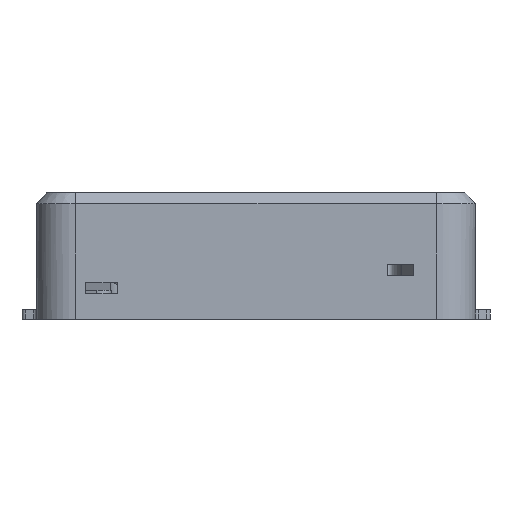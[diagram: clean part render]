
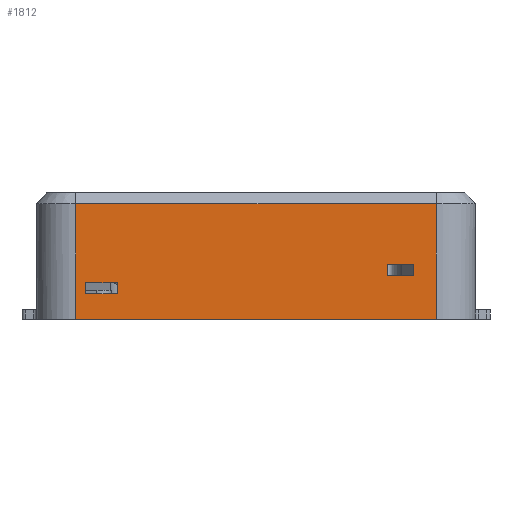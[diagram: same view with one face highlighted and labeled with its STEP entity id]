
A CAD part, front view. The second image highlights one B-rep face of the part: STEP entity #1812.
In plain terms, the highlighted planar face has unit normal (0, -1, 0).
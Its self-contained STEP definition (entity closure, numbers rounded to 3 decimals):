
#37 = CARTESIAN_POINT ( 'NONE',  ( -46.221, -45., 29.655 ) ) ;
#58 = FACE_BOUND ( 'NONE', #2307, .T. ) ;
#92 = DIRECTION ( 'NONE',  ( 1., 0., 0. ) ) ;
#117 = DIRECTION ( 'NONE',  ( -1., 0., 0. ) ) ;
#389 = CARTESIAN_POINT ( 'NONE',  ( 46.221, -45., 29.655 ) ) ;
#390 = CARTESIAN_POINT ( 'NONE',  ( -46.221, -45., 0. ) ) ;
#427 = CARTESIAN_POINT ( 'NONE',  ( 40.416, -45., 32.5 ) ) ;
#661 = LINE ( 'NONE', #5012, #8590 ) ;
#763 = DIRECTION ( 'NONE',  ( 0., 0., 1. ) ) ;
#921 = EDGE_CURVE ( 'NONE', #10421, #10253, #11596, .T. ) ;
#932 = CARTESIAN_POINT ( 'NONE',  ( 0., -45., 6.523 ) ) ;
#1011 = DIRECTION ( 'NONE',  ( 0., 0., 1. ) ) ;
#1083 = CARTESIAN_POINT ( 'NONE',  ( -46.221, -45., 29.655 ) ) ;
#1129 = ORIENTED_EDGE ( 'NONE', *, *, #10434, .T. ) ;
#1304 = EDGE_CURVE ( 'NONE', #1665, #7001, #6574, .T. ) ;
#1324 = LINE ( 'NONE', #427, #4252 ) ;
#1511 = VERTEX_POINT ( 'NONE', #7500 ) ;
#1665 = VERTEX_POINT ( 'NONE', #8870 ) ;
#1812 = ADVANCED_FACE ( 'NONE', ( #6372, #58, #1846 ), #1901, .F. ) ;
#1846 = FACE_OUTER_BOUND ( 'NONE', #4657, .T. ) ;
#1866 = VECTOR ( 'NONE', #3680, 1000. ) ;
#1901 = PLANE ( 'NONE',  #2405 ) ;
#2099 = VERTEX_POINT ( 'NONE', #7897 ) ;
#2162 = LINE ( 'NONE', #932, #11559 ) ;
#2212 = DIRECTION ( 'NONE',  ( 0., 0., -1. ) ) ;
#2279 = VECTOR ( 'NONE', #9461, 1000. ) ;
#2307 = EDGE_LOOP ( 'NONE', ( #3006, #7237, #8580, #10000 ) ) ;
#2405 = AXIS2_PLACEMENT_3D ( 'NONE', #5482, #4468, #117 ) ;
#2427 = CARTESIAN_POINT ( 'NONE',  ( 40.416, -45., 14.079 ) ) ;
#2674 = VERTEX_POINT ( 'NONE', #10251 ) ;
#2858 = VECTOR ( 'NONE', #11278, 1000. ) ;
#2980 = DIRECTION ( 'NONE',  ( 0., 0., -1. ) ) ;
#3006 = ORIENTED_EDGE ( 'NONE', *, *, #9290, .T. ) ;
#3418 = ORIENTED_EDGE ( 'NONE', *, *, #6032, .T. ) ;
#3437 = VECTOR ( 'NONE', #6557, 1000. ) ;
#3680 = DIRECTION ( 'NONE',  ( -1., 0., 0. ) ) ;
#3758 = LINE ( 'NONE', #3879, #7441 ) ;
#3879 = CARTESIAN_POINT ( 'NONE',  ( -43.633, -45., 32.5 ) ) ;
#3949 = CARTESIAN_POINT ( 'NONE',  ( 0., -45., 11.198 ) ) ;
#4190 = VECTOR ( 'NONE', #763, 1000. ) ;
#4252 = VECTOR ( 'NONE', #2212, 1000. ) ;
#4468 = DIRECTION ( 'NONE',  ( 0., 1., 0. ) ) ;
#4563 = DIRECTION ( 'NONE',  ( -1., 0., 0. ) ) ;
#4657 = EDGE_LOOP ( 'NONE', ( #9624, #3418, #5455, #5880 ) ) ;
#4805 = EDGE_CURVE ( 'NONE', #7001, #5035, #2162, .T. ) ;
#4927 = LINE ( 'NONE', #7655, #2858 ) ;
#4974 = ORIENTED_EDGE ( 'NONE', *, *, #7406, .T. ) ;
#5012 = CARTESIAN_POINT ( 'NONE',  ( 0., -45., 9.4 ) ) ;
#5035 = VERTEX_POINT ( 'NONE', #8151 ) ;
#5184 = LINE ( 'NONE', #7907, #2279 ) ;
#5283 = LINE ( 'NONE', #6296, #4190 ) ;
#5326 = EDGE_CURVE ( 'NONE', #10253, #9237, #5184, .T. ) ;
#5455 = ORIENTED_EDGE ( 'NONE', *, *, #921, .T. ) ;
#5482 = CARTESIAN_POINT ( 'NONE',  ( 0., -45., 32.5 ) ) ;
#5746 = VERTEX_POINT ( 'NONE', #2427 ) ;
#5760 = LINE ( 'NONE', #37, #1866 ) ;
#5880 = ORIENTED_EDGE ( 'NONE', *, *, #5326, .T. ) ;
#6032 = EDGE_CURVE ( 'NONE', #6104, #10421, #5760, .T. ) ;
#6104 = VERTEX_POINT ( 'NONE', #389 ) ;
#6296 = CARTESIAN_POINT ( 'NONE',  ( 46.221, -45., 32.5 ) ) ;
#6372 = FACE_BOUND ( 'NONE', #9622, .T. ) ;
#6557 = DIRECTION ( 'NONE',  ( -1., 0., 0. ) ) ;
#6574 = LINE ( 'NONE', #10246, #11697 ) ;
#6587 = LINE ( 'NONE', #10081, #8597 ) ;
#6751 = ORIENTED_EDGE ( 'NONE', *, *, #10018, .T. ) ;
#7001 = VERTEX_POINT ( 'NONE', #9019 ) ;
#7118 = EDGE_CURVE ( 'NONE', #9237, #6104, #5283, .T. ) ;
#7237 = ORIENTED_EDGE ( 'NONE', *, *, #1304, .T. ) ;
#7364 = VERTEX_POINT ( 'NONE', #9552 ) ;
#7406 = EDGE_CURVE ( 'NONE', #1511, #7364, #4927, .T. ) ;
#7441 = VECTOR ( 'NONE', #1011, 1000. ) ;
#7500 = CARTESIAN_POINT ( 'NONE',  ( 33.595, -45., 11.198 ) ) ;
#7655 = CARTESIAN_POINT ( 'NONE',  ( 33.595, -45., 32.5 ) ) ;
#7749 = ORIENTED_EDGE ( 'NONE', *, *, #7778, .T. ) ;
#7778 = EDGE_CURVE ( 'NONE', #2099, #1511, #8385, .T. ) ;
#7897 = CARTESIAN_POINT ( 'NONE',  ( 40.416, -45., 11.198 ) ) ;
#7907 = CARTESIAN_POINT ( 'NONE',  ( 0., -45., 0. ) ) ;
#8151 = CARTESIAN_POINT ( 'NONE',  ( -43.633, -45., 6.523 ) ) ;
#8385 = LINE ( 'NONE', #3949, #3437 ) ;
#8580 = ORIENTED_EDGE ( 'NONE', *, *, #4805, .T. ) ;
#8590 = VECTOR ( 'NONE', #11428, 1000. ) ;
#8597 = VECTOR ( 'NONE', #92, 1000. ) ;
#8856 = VECTOR ( 'NONE', #2980, 1000. ) ;
#8870 = CARTESIAN_POINT ( 'NONE',  ( -35.522, -45., 9.4 ) ) ;
#9019 = CARTESIAN_POINT ( 'NONE',  ( -35.522, -45., 6.523 ) ) ;
#9237 = VERTEX_POINT ( 'NONE', #9348 ) ;
#9290 = EDGE_CURVE ( 'NONE', #2674, #1665, #661, .T. ) ;
#9348 = CARTESIAN_POINT ( 'NONE',  ( 46.221, -45., 0. ) ) ;
#9363 = DIRECTION ( 'NONE',  ( 0., 0., -1. ) ) ;
#9461 = DIRECTION ( 'NONE',  ( 1., 0., 0. ) ) ;
#9552 = CARTESIAN_POINT ( 'NONE',  ( 33.595, -45., 14.079 ) ) ;
#9622 = EDGE_LOOP ( 'NONE', ( #6751, #1129, #7749, #4974 ) ) ;
#9624 = ORIENTED_EDGE ( 'NONE', *, *, #7118, .T. ) ;
#9630 = EDGE_CURVE ( 'NONE', #5035, #2674, #3758, .T. ) ;
#10000 = ORIENTED_EDGE ( 'NONE', *, *, #9630, .T. ) ;
#10018 = EDGE_CURVE ( 'NONE', #7364, #5746, #6587, .T. ) ;
#10081 = CARTESIAN_POINT ( 'NONE',  ( 0., -45., 14.079 ) ) ;
#10246 = CARTESIAN_POINT ( 'NONE',  ( -35.522, -45., 32.5 ) ) ;
#10251 = CARTESIAN_POINT ( 'NONE',  ( -43.633, -45., 9.4 ) ) ;
#10253 = VERTEX_POINT ( 'NONE', #390 ) ;
#10274 = CARTESIAN_POINT ( 'NONE',  ( -46.221, -45., 0. ) ) ;
#10421 = VERTEX_POINT ( 'NONE', #1083 ) ;
#10434 = EDGE_CURVE ( 'NONE', #5746, #2099, #1324, .T. ) ;
#11278 = DIRECTION ( 'NONE',  ( 0., 0., 1. ) ) ;
#11428 = DIRECTION ( 'NONE',  ( 1., 0., 0. ) ) ;
#11559 = VECTOR ( 'NONE', #4563, 1000. ) ;
#11596 = LINE ( 'NONE', #10274, #8856 ) ;
#11697 = VECTOR ( 'NONE', #9363, 1000. ) ;
